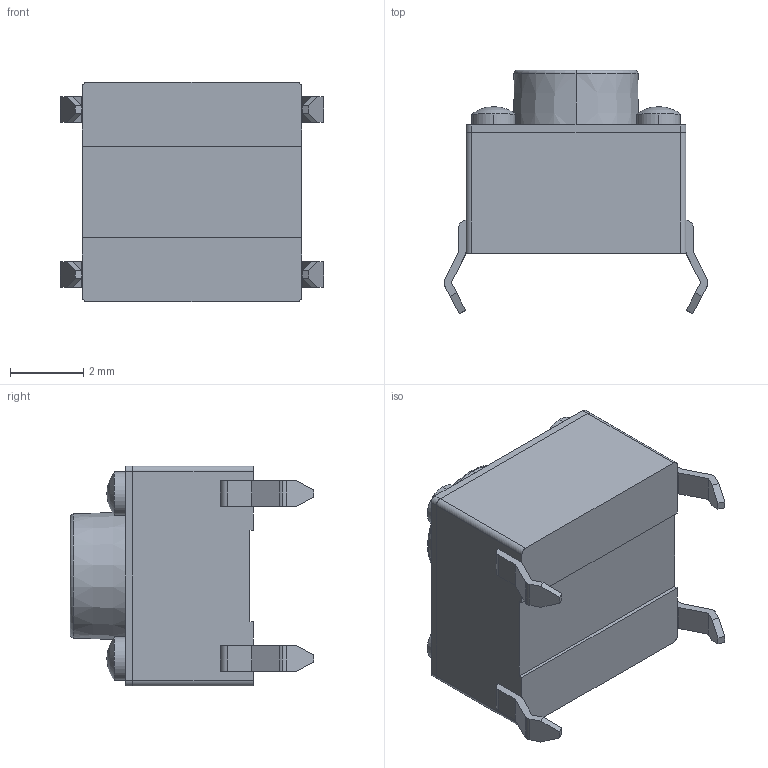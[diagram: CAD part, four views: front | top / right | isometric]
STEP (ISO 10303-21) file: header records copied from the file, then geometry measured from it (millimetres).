
FILE_DESCRIPTION (( 'STEP AP214' ), '1' );
FILE_NAME ('CUI_DEVICES_TS02-66-50-BK-260-SCR-D.step', '2021-12-18T19:16:01', ( '' ), ( '' ), 'SwSTEP 2.0', 'SolidWorks 2021', '' );
FILE_SCHEMA (( 'AUTOMOTIVE_DESIGN' ));
Length unit declared in the file: inch
Products named in the file (1): CUI_DEVICES_TS02-66-50-BK-260-SCR-D
Bounding box: 7.2 x 6.65 x 6 mm (x, y, z)
Volume: 141.3 mm3; surface area: 246.7 mm2
Topology: 6 solids, 6 shells, 111 faces, 292 edges, 194 vertices
Faces by surface type: plane 61, cylinder 42, sphere 4, cone 2, torus 2
Entity records: 3491 total; most frequent: DIRECTION 596, CARTESIAN_POINT 578, ORIENTED_EDGE 560, EDGE_CURVE 280, AXIS2_PLACEMENT_3D 204, VECTOR 188, LINE 188, VERTEX_POINT 186
